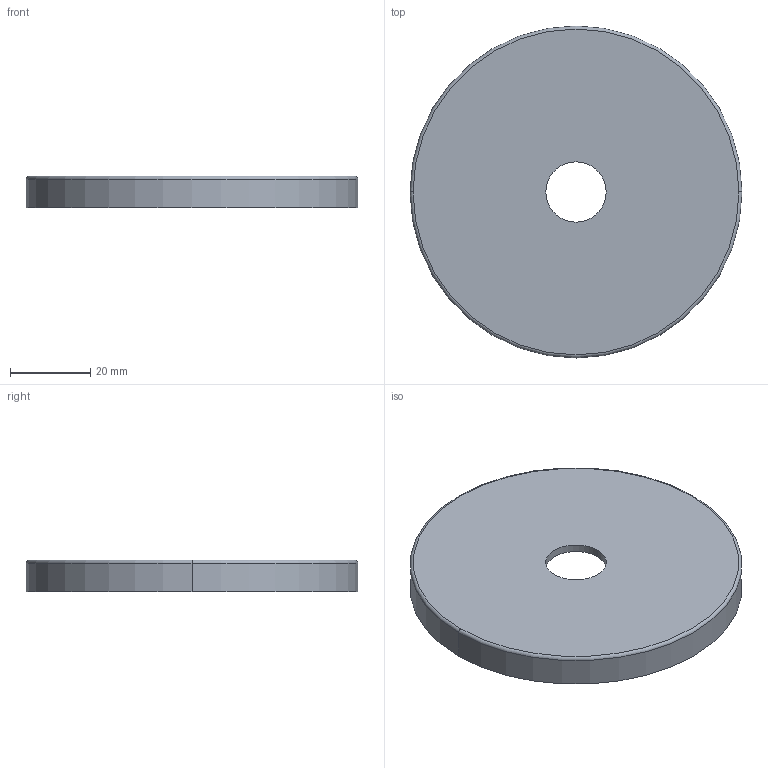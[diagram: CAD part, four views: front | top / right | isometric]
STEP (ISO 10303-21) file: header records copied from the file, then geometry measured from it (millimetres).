
FILE_DESCRIPTION((''),'2;1');
FILE_NAME('20-512_ASM','2024-02-07T23:38:20',('ChavanR'),(''),'CREO PARAMETRIC BY PTC INC, 2023134','CREO PARAMETRIC BY PTC INC, 2023134','');
FILE_SCHEMA(('CONFIG_CONTROL_DESIGN'));
Length unit declared in the file: inch
Products named in the file (2): 12508; 20-512_ASM
Assembly tree (1 placements, depth 2):
  20-512_ASM
    12508
Bounding box: 82.55 x 82.55 x 7.94 mm (x, y, z)
Volume: 15043.4 mm3; surface area: 13771.3 mm2
Topology: 1 solids, 1 shells, 18 faces, 36 edges, 22 vertices
Faces by surface type: cylinder 8, torus 6, plane 4
Entity records: 555 total; most frequent: DIRECTION 106, CARTESIAN_POINT 79, ORIENTED_EDGE 72, AXIS2_PLACEMENT_3D 49, EDGE_CURVE 36, CIRCLE 28, VERTEX_POINT 22, EDGE_LOOP 22
